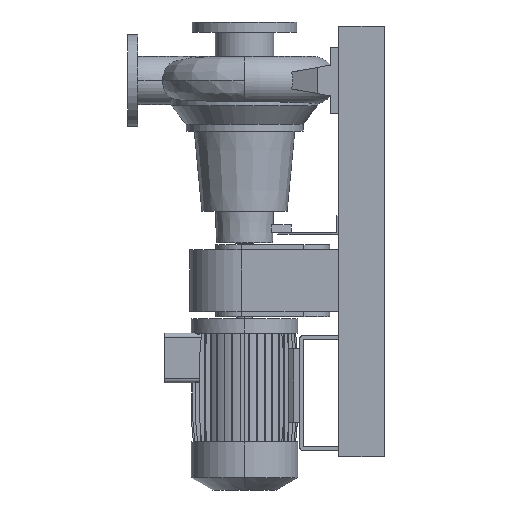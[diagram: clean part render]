
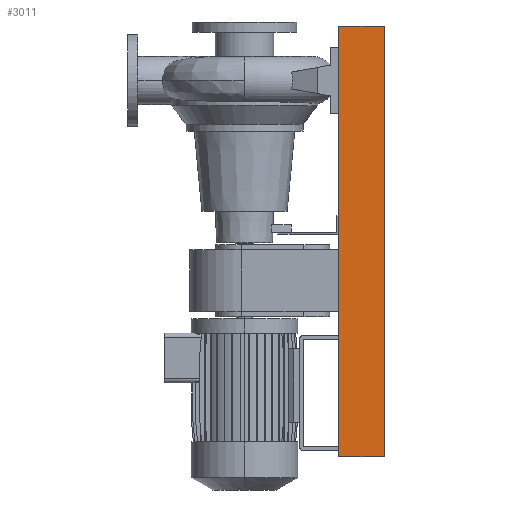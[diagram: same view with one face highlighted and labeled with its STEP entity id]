
A CAD part, left-side view. The second image highlights one B-rep face of the part: STEP entity #3011.
In plain terms, the highlighted planar face has unit normal (-1, 0, 0).
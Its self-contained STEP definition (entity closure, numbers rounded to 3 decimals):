
#1449 = DIRECTION ( 'NONE',  ( 0., 0., 1. ) ) ;
#2180 = CARTESIAN_POINT ( 'NONE',  ( -200., 55., 515. ) ) ;
#2846 = CARTESIAN_POINT ( 'NONE',  ( -200., -55., -515. ) ) ;
#2847 = CARTESIAN_POINT ( 'NONE',  ( -200., -55., -515. ) ) ;
#3011 = ADVANCED_FACE ( 'NONE', ( #3064 ), #9634, .T. ) ;
#3064 = FACE_OUTER_BOUND ( 'NONE', #16954, .T. ) ;
#4334 = DIRECTION ( 'NONE',  ( 0., 0., 1. ) ) ;
#4734 = LINE ( 'NONE', #11439, #13743 ) ;
#5678 = CARTESIAN_POINT ( 'NONE',  ( -200., -55., 515. ) ) ;
#7145 = EDGE_CURVE ( 'NONE', #16618, #18741, #10652, .T. ) ;
#7198 = DIRECTION ( 'NONE',  ( 0., -1., 0. ) ) ;
#8046 = VECTOR ( 'NONE', #12387, 1000. ) ;
#9344 = CARTESIAN_POINT ( 'NONE',  ( -200., 55., -515. ) ) ;
#9634 = PLANE ( 'NONE',  #17266 ) ;
#9920 = ORIENTED_EDGE ( 'NONE', *, *, #18778, .F. ) ;
#10652 = LINE ( 'NONE', #15738, #8046 ) ;
#11439 = CARTESIAN_POINT ( 'NONE',  ( -200., 55., -515. ) ) ;
#11948 = ORIENTED_EDGE ( 'NONE', *, *, #7145, .T. ) ;
#12387 = DIRECTION ( 'NONE',  ( 0., -1., 0. ) ) ;
#13743 = VECTOR ( 'NONE', #19549, 1000. ) ;
#15327 = VERTEX_POINT ( 'NONE', #19073 ) ;
#15619 = LINE ( 'NONE', #5678, #19245 ) ;
#15738 = CARTESIAN_POINT ( 'NONE',  ( -200., -55., -515. ) ) ;
#15804 = VECTOR ( 'NONE', #4334, 1000. ) ;
#16242 = DIRECTION ( 'NONE',  ( -1., 0., 0. ) ) ;
#16618 = VERTEX_POINT ( 'NONE', #9344 ) ;
#16720 = CARTESIAN_POINT ( 'NONE',  ( -200., -55., -515. ) ) ;
#16796 = VERTEX_POINT ( 'NONE', #2180 ) ;
#16954 = EDGE_LOOP ( 'NONE', ( #9920, #19896, #11948, #18725 ) ) ;
#17266 = AXIS2_PLACEMENT_3D ( 'NONE', #2847, #16242, #1449 ) ;
#18725 = ORIENTED_EDGE ( 'NONE', *, *, #19400, .T. ) ;
#18741 = VERTEX_POINT ( 'NONE', #16720 ) ;
#18778 = EDGE_CURVE ( 'NONE', #16796, #15327, #15619, .T. ) ;
#19073 = CARTESIAN_POINT ( 'NONE',  ( -200., -55., 515. ) ) ;
#19164 = LINE ( 'NONE', #2846, #15804 ) ;
#19245 = VECTOR ( 'NONE', #7198, 1000. ) ;
#19400 = EDGE_CURVE ( 'NONE', #18741, #15327, #19164, .T. ) ;
#19549 = DIRECTION ( 'NONE',  ( 0., 0., 1. ) ) ;
#19896 = ORIENTED_EDGE ( 'NONE', *, *, #21294, .F. ) ;
#21294 = EDGE_CURVE ( 'NONE', #16618, #16796, #4734, .T. ) ;
